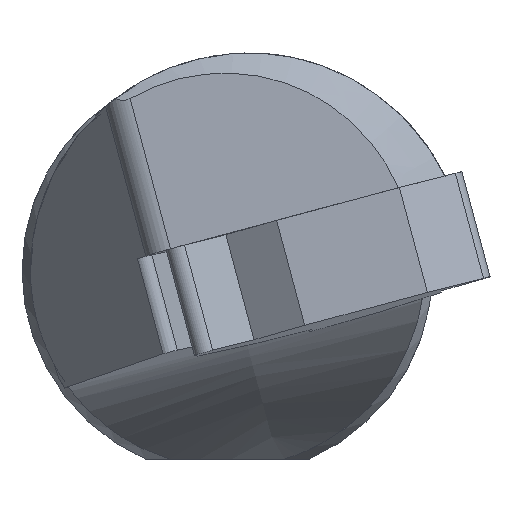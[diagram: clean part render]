
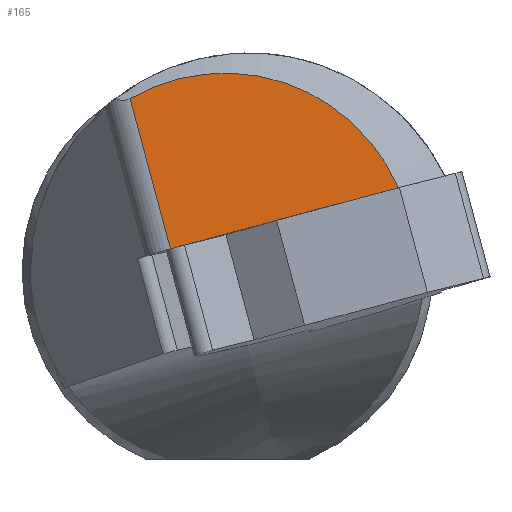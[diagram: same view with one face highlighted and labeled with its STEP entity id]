
A CAD part, left-side view. The second image highlights one B-rep face of the part: STEP entity #165.
In plain terms, the highlighted planar face has unit normal (-1, 0.007, 0.025).
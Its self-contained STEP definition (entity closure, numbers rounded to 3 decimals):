
#82=PLANE('',#941);
#112=B_SPLINE_CURVE_WITH_KNOTS('',3,(#1221,#1222,#1223,#1224,#1225,#1226),
 .UNSPECIFIED.,.F.,.F.,(4,2,4),(0.,0.5,1.),.UNSPECIFIED.);
#165=ADVANCED_FACE('',(#225),#82,.T.);
#225=FACE_OUTER_BOUND('',#273,.T.);
#273=EDGE_LOOP('',(#537,#538,#539));
#311=LINE('',#1723,#370);
#312=LINE('',#1725,#371);
#370=VECTOR('',#1072,1.);
#371=VECTOR('',#1075,1.);
#537=ORIENTED_EDGE('',*,*,#822,.T.);
#538=ORIENTED_EDGE('',*,*,#759,.F.);
#539=ORIENTED_EDGE('',*,*,#821,.F.);
#678=VERTEX_POINT('',#1220);
#679=VERTEX_POINT('',#1227);
#720=VERTEX_POINT('',#1722);
#759=EDGE_CURVE('',#678,#679,#112,.T.);
#821=EDGE_CURVE('',#720,#678,#311,.T.);
#822=EDGE_CURVE('',#720,#679,#312,.T.);
#941=AXIS2_PLACEMENT_3D('',#1726,#1076,#1077);
#1072=DIRECTION('',(0.026,0.259,0.966));
#1075=DIRECTION('',(0.,-0.966,0.259));
#1076=DIRECTION('',(-1.,0.007,0.025));
#1077=DIRECTION('',(-0.025,0.,-1.));
#1220=CARTESIAN_POINT('',(0.298,2.841,5.04));
#1221=CARTESIAN_POINT('',(0.298,2.841,5.04));
#1222=CARTESIAN_POINT('',(0.308,1.488,5.826));
#1223=CARTESIAN_POINT('',(0.301,-0.196,5.993));
#1224=CARTESIAN_POINT('',(0.256,-3.139,5.013));
#1225=CARTESIAN_POINT('',(0.219,-4.389,3.867));
#1226=CARTESIAN_POINT('',(0.178,-5.003,2.429));
#1227=CARTESIAN_POINT('',(0.178,-5.003,2.429));
#1722=CARTESIAN_POINT('',(0.178,1.663,0.643));
#1723=CARTESIAN_POINT('',(-4.25,-42.112,-162.726));
#1725=CARTESIAN_POINT('',(0.178,1.663,0.643));
#1726=CARTESIAN_POINT('',(-4.25,-42.112,-162.726));
